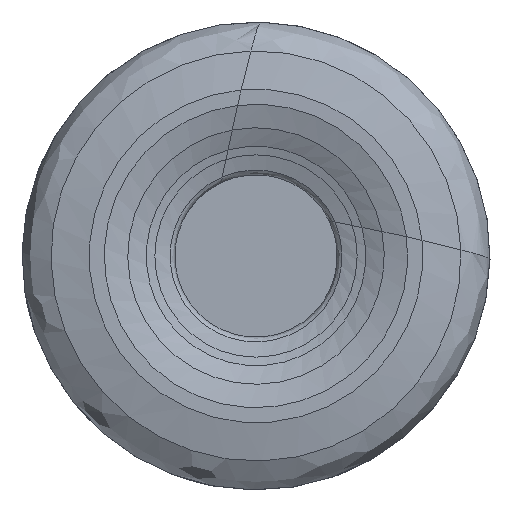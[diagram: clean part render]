
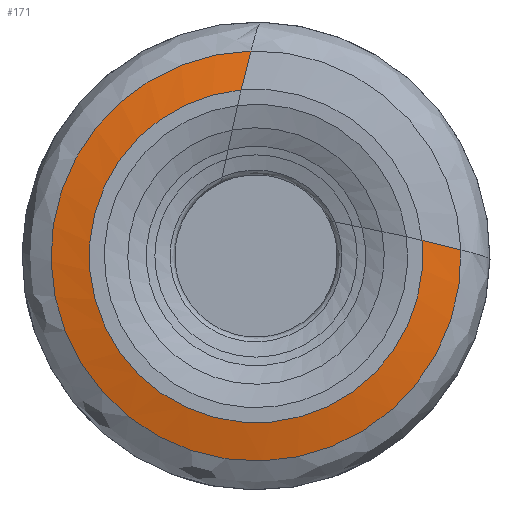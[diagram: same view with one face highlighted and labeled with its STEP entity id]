
A CAD part, left-side view. The second image highlights one B-rep face of the part: STEP entity #171.
In plain terms, the highlighted free-form (B-spline) face has degree [1, 3] with [2, 7] control points.
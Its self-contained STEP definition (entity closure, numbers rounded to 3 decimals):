
#122=LINE('',#1484,#150);
#123=LINE('',#1485,#151);
#150=VECTOR('',#943,1.);
#151=VECTOR('',#944,1.);
#171=ADVANCED_FACE('',(#267),#227,.F.);
#227=(
BOUNDED_SURFACE()
B_SPLINE_SURFACE(1,3,((#1486,#1487,#1488,#1489,#1490,#1491,#1492),(#1493,
#1494,#1495,#1496,#1497,#1498,#1499)),.UNSPECIFIED.,.F.,.F.,.F.)
B_SPLINE_SURFACE_WITH_KNOTS((2,2),(4,3,4),(0.,1.),(0.,0.5,1.),
 .UNSPECIFIED.)
GEOMETRIC_REPRESENTATION_ITEM()
RATIONAL_B_SPLINE_SURFACE(((1.,0.588,0.588,1.,0.588,
0.588,1.),(1.,0.588,0.588,1.,0.588,
0.588,1.)))
REPRESENTATION_ITEM('')
SURFACE()
);
#267=FACE_OUTER_BOUND('',#309,.T.);
#309=EDGE_LOOP('',(#491,#492,#493,#494));
#380=CIRCLE('',#798,4.275);
#381=CIRCLE('',#799,5.257);
#491=ORIENTED_EDGE('',*,*,#717,.F.);
#492=ORIENTED_EDGE('',*,*,#718,.T.);
#493=ORIENTED_EDGE('',*,*,#714,.T.);
#494=ORIENTED_EDGE('',*,*,#719,.T.);
#641=VERTEX_POINT('',#1463);
#642=VERTEX_POINT('',#1464);
#643=VERTEX_POINT('',#1482);
#644=VERTEX_POINT('',#1483);
#714=EDGE_CURVE('',#641,#642,#380,.T.);
#717=EDGE_CURVE('',#643,#644,#381,.T.);
#718=EDGE_CURVE('',#643,#641,#122,.T.);
#719=EDGE_CURVE('',#642,#644,#123,.T.);
#798=AXIS2_PLACEMENT_3D('',#1462,#937,#938);
#799=AXIS2_PLACEMENT_3D('',#1481,#941,#942);
#937=DIRECTION('',(1.,0.,0.));
#938=DIRECTION('',(0.,-0.996,0.094));
#941=DIRECTION('',(1.,0.,0.));
#942=DIRECTION('',(0.,-1.,0.03));
#943=DIRECTION('',(-0.199,0.952,0.234));
#944=DIRECTION('',(0.199,-0.239,0.95));
#1462=CARTESIAN_POINT('',(0.,0.,0.));
#1463=CARTESIAN_POINT('',(0.,-4.256,0.403));
#1464=CARTESIAN_POINT('',(0.,0.379,4.258));
#1481=CARTESIAN_POINT('',(0.209,0.,0.));
#1482=CARTESIAN_POINT('',(0.209,-5.254,0.158));
#1483=CARTESIAN_POINT('',(0.209,0.128,5.255));
#1484=CARTESIAN_POINT('',(0.,-4.256,0.403));
#1485=CARTESIAN_POINT('',(0.,0.379,4.258));
#1486=CARTESIAN_POINT('',(0.,-4.256,0.403));
#1487=CARTESIAN_POINT('',(0.,-4.679,-4.06));
#1488=CARTESIAN_POINT('',(0.,-0.714,-6.154));
#1489=CARTESIAN_POINT('',(0.,2.733,-3.287));
#1490=CARTESIAN_POINT('',(0.,6.181,-0.42));
#1491=CARTESIAN_POINT('',(0.,4.845,3.86));
#1492=CARTESIAN_POINT('',(0.,0.379,4.258));
#1493=CARTESIAN_POINT('',(0.209,-5.254,0.158));
#1494=CARTESIAN_POINT('',(0.209,-5.42,-5.353));
#1495=CARTESIAN_POINT('',(0.209,-0.389,-7.608));
#1496=CARTESIAN_POINT('',(0.209,3.614,-3.817));
#1497=CARTESIAN_POINT('',(0.209,7.618,-0.026));
#1498=CARTESIAN_POINT('',(0.209,5.64,5.121));
#1499=CARTESIAN_POINT('',(0.209,0.128,5.255));
